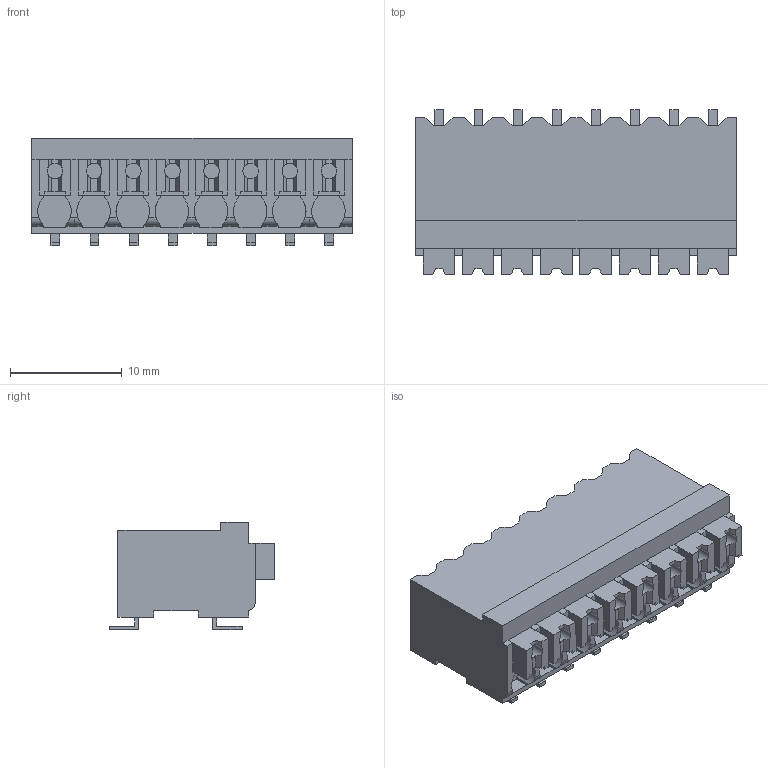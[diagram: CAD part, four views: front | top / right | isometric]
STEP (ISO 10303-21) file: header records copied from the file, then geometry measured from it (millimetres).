
FILE_DESCRIPTION(('CATIA V5 STEP Exchange','CAx-IF Rec.Pracs.--- Model Styling and Organization---1.2---2011-12-15'),'2;1');
FILE_NAME ('D1452216_0_1473550000_1473550000.stp','2018-03-24T15:52:10+00:00',('none'),('Weidmueller'),'CATIA Version 5-6 Release 2014','CATIA V5 STEP AP214','none');
FILE_SCHEMA(('AUTOMOTIVE_DESIGN { 1 0 10303 214 1 1 1 1 }'));
Length unit declared in the file: millimetre
Products named in the file (1): 1473550000
Bounding box: 28.7 x 14.75 x 9.65 mm (x, y, z)
Volume: 2323.5 mm3; surface area: 2554.4 mm2
Topology: 25 solids, 25 shells, 578 faces, 1658 edges, 1122 vertices
Faces by surface type: plane 535, cylinder 43
Entity records: 17232 total; most frequent: CARTESIAN_POINT 3465, ORIENTED_EDGE 3316, DIRECTION 2074, EDGE_CURVE 1658, VECTOR 1494, LINE 1494, VERTEX_POINT 1122, EDGE_LOOP 586
